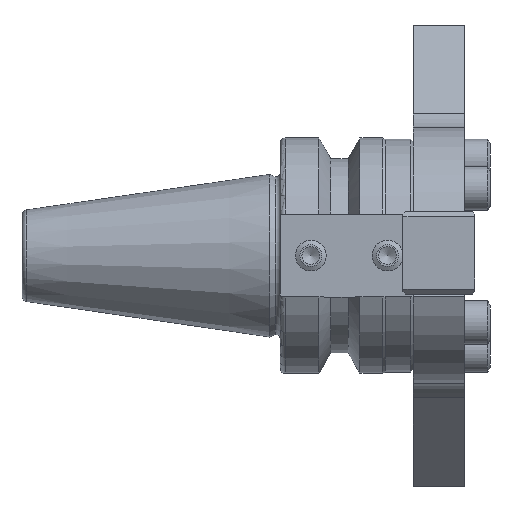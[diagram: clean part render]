
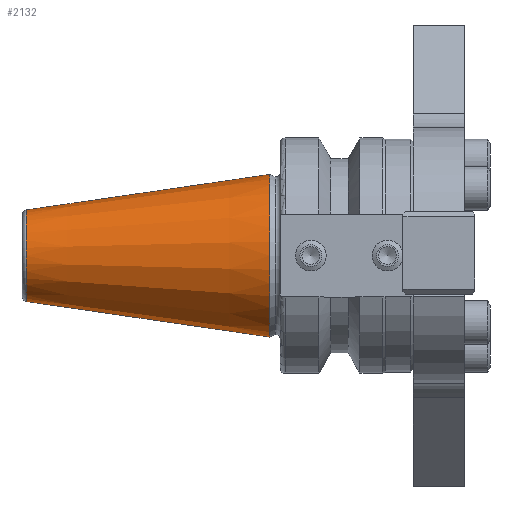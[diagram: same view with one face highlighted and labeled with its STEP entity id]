
A CAD part, top view. The second image highlights one B-rep face of the part: STEP entity #2132.
In plain terms, the highlighted conical face has half-angle 8.297 degrees and reference radius 12.408 mm.
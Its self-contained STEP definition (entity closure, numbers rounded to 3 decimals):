
#2098=CARTESIAN_POINT('',(-47.544,8.941,0.0));
#2099=VERTEX_POINT('',#2098);
#2100=CARTESIAN_POINT('',(-47.544,0.0,0.0));
#2101=DIRECTION('',(1.0,0.0,0.0));
#2102=DIRECTION('',(0.0,1.0,0.0));
#2103=AXIS2_PLACEMENT_3D('',#2100,#2101,#2102);
#2104=CIRCLE('',#2103,8.941);
#2105=EDGE_CURVE('',#2099,#2099,#2104,.T.);
#2113=CARTESIAN_POINT('',(-23.772,0.0,0.0));
#2114=DIRECTION('',(1.0,0.0,0.0));
#2115=DIRECTION('',(0.0,1.0,0.0));
#2116=AXIS2_PLACEMENT_3D('',#2113,#2114,#2115);
#2117=CONICAL_SURFACE('',#2116,12.408,8.297);
#2118=CARTESIAN_POINT('',(0.,15.875,0.0));
#2119=VERTEX_POINT('',#2118);
#2120=CARTESIAN_POINT('',(0.,0.0,0.0));
#2121=DIRECTION('',(1.0,0.0,0.0));
#2122=DIRECTION('',(0.0,1.0,0.0));
#2123=AXIS2_PLACEMENT_3D('',#2120,#2121,#2122);
#2124=CIRCLE('',#2123,15.875);
#2125=EDGE_CURVE('',#2119,#2119,#2124,.T.);
#2126=ORIENTED_EDGE('',*,*,#2125,.F.);
#2127=EDGE_LOOP('',(#2126));
#2128=FACE_OUTER_BOUND('',#2127,.T.);
#2129=ORIENTED_EDGE('',*,*,#2105,.T.);
#2130=EDGE_LOOP('',(#2129));
#2131=FACE_BOUND('',#2130,.T.);
#2132=ADVANCED_FACE('',(#2128,#2131),#2117,.T.);
